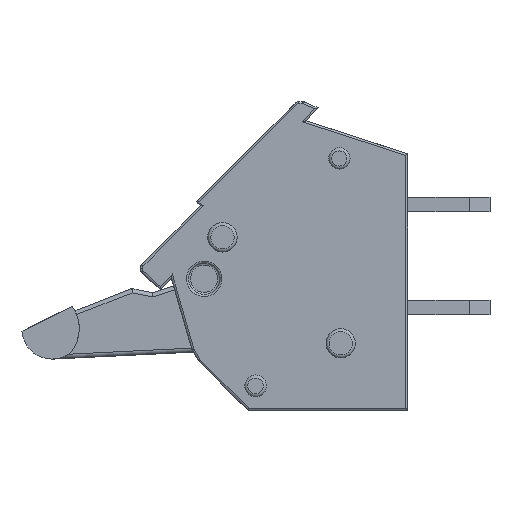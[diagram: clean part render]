
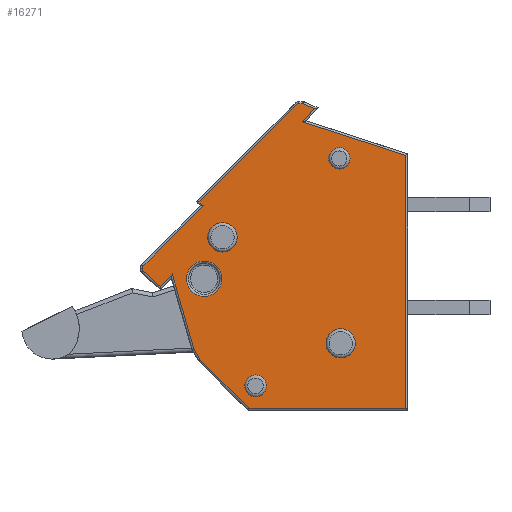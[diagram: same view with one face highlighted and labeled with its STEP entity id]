
A CAD part, left-side view. The second image highlights one B-rep face of the part: STEP entity #16271.
In plain terms, the highlighted planar face has unit normal (-1, 0, 0).
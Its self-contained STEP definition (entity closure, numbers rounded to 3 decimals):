
#103=FACE_BOUND('',#2604,.T.);
#104=FACE_BOUND('',#2605,.T.);
#105=FACE_BOUND('',#2606,.T.);
#106=FACE_BOUND('',#2607,.T.);
#107=FACE_BOUND('',#2608,.T.);
#1632=FACE_OUTER_BOUND('',#2603,.T.);
#2603=EDGE_LOOP('',(#14499,#14500,#14501,#14502,#14503,#14504,#14505,#14506,
#14507,#14508,#14509,#14510,#14511,#14512,#14513,#14514,#14515,#14516,#14517));
#2604=EDGE_LOOP('',(#14518));
#2605=EDGE_LOOP('',(#14519));
#2606=EDGE_LOOP('',(#14520));
#2607=EDGE_LOOP('',(#14521));
#2608=EDGE_LOOP('',(#14522));
#4330=LINE('',#27197,#6062);
#4331=LINE('',#27201,#6063);
#4332=LINE('',#27205,#6064);
#4333=LINE('',#27207,#6065);
#4334=LINE('',#27209,#6066);
#4335=LINE('',#27213,#6067);
#4336=LINE('',#27217,#6068);
#4337=LINE('',#27219,#6069);
#4338=LINE('',#27221,#6070);
#4339=LINE('',#27223,#6071);
#4340=LINE('',#27225,#6072);
#4341=LINE('',#27227,#6073);
#4342=LINE('',#27229,#6074);
#4343=LINE('',#27231,#6075);
#4344=LINE('',#27232,#6076);
#6062=VECTOR('',#22298,10.);
#6063=VECTOR('',#22301,10.);
#6064=VECTOR('',#22304,10.);
#6065=VECTOR('',#22305,10.);
#6066=VECTOR('',#22306,10.);
#6067=VECTOR('',#22309,10.);
#6068=VECTOR('',#22312,10.);
#6069=VECTOR('',#22313,10.);
#6070=VECTOR('',#22314,10.);
#6071=VECTOR('',#22315,10.);
#6072=VECTOR('',#22316,10.);
#6073=VECTOR('',#22317,10.);
#6074=VECTOR('',#22318,10.);
#6075=VECTOR('',#22319,10.);
#6076=VECTOR('',#22320,10.);
#6399=CIRCLE('',#17755,0.861);
#6403=CIRCLE('',#17761,0.15);
#6404=CIRCLE('',#17762,0.15);
#6405=CIRCLE('',#17763,0.15);
#6406=CIRCLE('',#17764,0.15);
#6407=CIRCLE('',#17765,0.715);
#6408=CIRCLE('',#17766,0.531);
#6409=CIRCLE('',#17767,0.518);
#6410=CIRCLE('',#17768,0.71);
#7791=VERTEX_POINT('',#27185);
#7794=VERTEX_POINT('',#27195);
#7795=VERTEX_POINT('',#27196);
#7796=VERTEX_POINT('',#27198);
#7797=VERTEX_POINT('',#27200);
#7798=VERTEX_POINT('',#27202);
#7799=VERTEX_POINT('',#27204);
#7800=VERTEX_POINT('',#27206);
#7801=VERTEX_POINT('',#27208);
#7802=VERTEX_POINT('',#27210);
#7803=VERTEX_POINT('',#27212);
#7804=VERTEX_POINT('',#27214);
#7805=VERTEX_POINT('',#27216);
#7806=VERTEX_POINT('',#27218);
#7807=VERTEX_POINT('',#27220);
#7808=VERTEX_POINT('',#27222);
#7809=VERTEX_POINT('',#27224);
#7810=VERTEX_POINT('',#27226);
#7811=VERTEX_POINT('',#27228);
#7812=VERTEX_POINT('',#27230);
#7813=VERTEX_POINT('',#27233);
#7814=VERTEX_POINT('',#27235);
#7815=VERTEX_POINT('',#27237);
#7816=VERTEX_POINT('',#27239);
#10035=EDGE_CURVE('',#7791,#7791,#6399,.T.);
#10040=EDGE_CURVE('',#7794,#7795,#4330,.T.);
#10041=EDGE_CURVE('',#7796,#7794,#6403,.T.);
#10042=EDGE_CURVE('',#7797,#7796,#4331,.T.);
#10043=EDGE_CURVE('',#7798,#7797,#6404,.T.);
#10044=EDGE_CURVE('',#7799,#7798,#4332,.T.);
#10045=EDGE_CURVE('',#7800,#7799,#4333,.T.);
#10046=EDGE_CURVE('',#7801,#7800,#4334,.T.);
#10047=EDGE_CURVE('',#7802,#7801,#6405,.T.);
#10048=EDGE_CURVE('',#7803,#7802,#4335,.T.);
#10049=EDGE_CURVE('',#7804,#7803,#6406,.T.);
#10050=EDGE_CURVE('',#7805,#7804,#4336,.T.);
#10051=EDGE_CURVE('',#7806,#7805,#4337,.T.);
#10052=EDGE_CURVE('',#7807,#7806,#4338,.T.);
#10053=EDGE_CURVE('',#7808,#7807,#4339,.T.);
#10054=EDGE_CURVE('',#7809,#7808,#4340,.T.);
#10055=EDGE_CURVE('',#7810,#7809,#4341,.T.);
#10056=EDGE_CURVE('',#7811,#7810,#4342,.T.);
#10057=EDGE_CURVE('',#7812,#7811,#4343,.T.);
#10058=EDGE_CURVE('',#7795,#7812,#4344,.T.);
#10059=EDGE_CURVE('',#7813,#7813,#6407,.T.);
#10060=EDGE_CURVE('',#7814,#7814,#6408,.T.);
#10061=EDGE_CURVE('',#7815,#7815,#6409,.T.);
#10062=EDGE_CURVE('',#7816,#7816,#6410,.T.);
#14499=ORIENTED_EDGE('',*,*,#10040,.F.);
#14500=ORIENTED_EDGE('',*,*,#10041,.F.);
#14501=ORIENTED_EDGE('',*,*,#10042,.F.);
#14502=ORIENTED_EDGE('',*,*,#10043,.F.);
#14503=ORIENTED_EDGE('',*,*,#10044,.F.);
#14504=ORIENTED_EDGE('',*,*,#10045,.F.);
#14505=ORIENTED_EDGE('',*,*,#10046,.F.);
#14506=ORIENTED_EDGE('',*,*,#10047,.F.);
#14507=ORIENTED_EDGE('',*,*,#10048,.F.);
#14508=ORIENTED_EDGE('',*,*,#10049,.F.);
#14509=ORIENTED_EDGE('',*,*,#10050,.F.);
#14510=ORIENTED_EDGE('',*,*,#10051,.F.);
#14511=ORIENTED_EDGE('',*,*,#10052,.F.);
#14512=ORIENTED_EDGE('',*,*,#10053,.F.);
#14513=ORIENTED_EDGE('',*,*,#10054,.F.);
#14514=ORIENTED_EDGE('',*,*,#10055,.F.);
#14515=ORIENTED_EDGE('',*,*,#10056,.F.);
#14516=ORIENTED_EDGE('',*,*,#10057,.F.);
#14517=ORIENTED_EDGE('',*,*,#10058,.F.);
#14518=ORIENTED_EDGE('',*,*,#10059,.T.);
#14519=ORIENTED_EDGE('',*,*,#10060,.T.);
#14520=ORIENTED_EDGE('',*,*,#10061,.T.);
#14521=ORIENTED_EDGE('',*,*,#10062,.T.);
#14522=ORIENTED_EDGE('',*,*,#10035,.F.);
#15363=PLANE('',#17760);
#16271=ADVANCED_FACE('',(#1632,#103,#104,#105,#106,#107),#15363,.T.);
#17755=AXIS2_PLACEMENT_3D('',#27186,#22285,#22286);
#17760=AXIS2_PLACEMENT_3D('',#27194,#22296,#22297);
#17761=AXIS2_PLACEMENT_3D('',#27199,#22299,#22300);
#17762=AXIS2_PLACEMENT_3D('',#27203,#22302,#22303);
#17763=AXIS2_PLACEMENT_3D('',#27211,#22307,#22308);
#17764=AXIS2_PLACEMENT_3D('',#27215,#22310,#22311);
#17765=AXIS2_PLACEMENT_3D('',#27234,#22321,#22322);
#17766=AXIS2_PLACEMENT_3D('',#27236,#22323,#22324);
#17767=AXIS2_PLACEMENT_3D('',#27238,#22325,#22326);
#17768=AXIS2_PLACEMENT_3D('',#27240,#22327,#22328);
#22285=DIRECTION('center_axis',(-1.,0.,0.));
#22286=DIRECTION('ref_axis',(0.,0.,-1.));
#22296=DIRECTION('center_axis',(-1.,0.,0.));
#22297=DIRECTION('ref_axis',(0.,0.,1.));
#22298=DIRECTION('',(0.,-0.924,-0.383));
#22299=DIRECTION('center_axis',(1.,0.,0.));
#22300=DIRECTION('ref_axis',(0.,-0.195,0.981));
#22301=DIRECTION('',(0.,-1.,0.));
#22302=DIRECTION('center_axis',(1.,0.,0.));
#22303=DIRECTION('ref_axis',(0.,0.383,0.924));
#22304=DIRECTION('',(0.,-0.706,0.708));
#22305=DIRECTION('',(0.,0.708,0.706));
#22306=DIRECTION('',(0.,-0.706,0.708));
#22307=DIRECTION('center_axis',(1.,0.,0.));
#22308=DIRECTION('ref_axis',(0.,0.924,0.382));
#22309=DIRECTION('',(0.,0.,1.));
#22310=DIRECTION('center_axis',(1.,0.,0.));
#22311=DIRECTION('ref_axis',(0.,0.915,-0.403));
#22312=DIRECTION('',(0.,0.737,0.676));
#22313=DIRECTION('',(0.,0.676,-0.737));
#22314=DIRECTION('',(0.,0.278,0.96));
#22315=DIRECTION('',(0.,0.504,0.864));
#22316=DIRECTION('',(0.,0.708,0.706));
#22317=DIRECTION('',(0.,1.,0.));
#22318=DIRECTION('',(0.,0.,-1.));
#22319=DIRECTION('',(0.,-0.951,-0.309));
#22320=DIRECTION('',(0.,0.676,-0.737));
#22321=DIRECTION('center_axis',(1.,0.,0.));
#22322=DIRECTION('ref_axis',(0.,0.,-1.));
#22323=DIRECTION('center_axis',(1.,0.,0.));
#22324=DIRECTION('ref_axis',(0.,0.,-1.));
#22325=DIRECTION('center_axis',(1.,0.,0.));
#22326=DIRECTION('ref_axis',(0.,0.,-1.));
#22327=DIRECTION('center_axis',(1.,0.,0.));
#22328=DIRECTION('ref_axis',(0.,0.,-1.));
#27185=CARTESIAN_POINT('',(-3.45,9.882,-0.244));
#27186=CARTESIAN_POINT('Origin',(-3.45,9.882,-1.105));
#27194=CARTESIAN_POINT('Origin',(-3.45,0.252,-1.222));
#27195=CARTESIAN_POINT('',(-3.45,5.062,7.389));
#27196=CARTESIAN_POINT('',(-3.45,4.514,7.161));
#27197=CARTESIAN_POINT('',(-3.45,1.146,5.763));
#27198=CARTESIAN_POINT('',(-3.45,5.119,7.4));
#27199=CARTESIAN_POINT('Origin',(-3.45,5.119,7.25));
#27200=CARTESIAN_POINT('',(-3.45,5.289,7.4));
#27201=CARTESIAN_POINT('',(-3.45,2.686,7.4));
#27202=CARTESIAN_POINT('',(-3.45,5.396,7.356));
#27203=CARTESIAN_POINT('Origin',(-3.45,5.289,7.25));
#27204=CARTESIAN_POINT('',(-3.45,10.113,2.627));
#27205=CARTESIAN_POINT('',(-3.45,6.257,6.492));
#27206=CARTESIAN_POINT('',(-3.45,9.93,2.444));
#27207=CARTESIAN_POINT('',(-3.45,6.715,-0.763));
#27208=CARTESIAN_POINT('',(-3.45,12.856,-0.489));
#27209=CARTESIAN_POINT('',(-3.45,8.468,3.91));
#27210=CARTESIAN_POINT('',(-3.45,12.9,-0.595));
#27211=CARTESIAN_POINT('Origin',(-3.45,12.75,-0.595));
#27212=CARTESIAN_POINT('',(-3.45,12.9,-0.623));
#27213=CARTESIAN_POINT('',(-3.45,12.9,-0.908));
#27214=CARTESIAN_POINT('',(-3.45,12.851,-0.733));
#27215=CARTESIAN_POINT('Origin',(-3.45,12.75,-0.623));
#27216=CARTESIAN_POINT('',(-3.45,12.013,-1.502));
#27217=CARTESIAN_POINT('',(-3.45,9.306,-3.983));
#27218=CARTESIAN_POINT('',(-3.45,11.436,-0.872));
#27219=CARTESIAN_POINT('',(-3.45,9.292,1.467));
#27220=CARTESIAN_POINT('',(-3.45,10.375,-4.532));
#27221=CARTESIAN_POINT('',(-3.45,10.931,-2.614));
#27222=CARTESIAN_POINT('',(-3.45,10.088,-5.023));
#27223=CARTESIAN_POINT('',(-3.45,9.812,-5.495));
#27224=CARTESIAN_POINT('',(-3.45,7.705,-7.4));
#27225=CARTESIAN_POINT('',(-3.45,8.578,-6.53));
#27226=CARTESIAN_POINT('',(-3.45,0.1,-7.4));
#27227=CARTESIAN_POINT('',(-3.45,0.376,-7.4));
#27228=CARTESIAN_POINT('',(-3.45,0.1,4.89));
#27229=CARTESIAN_POINT('',(-3.45,0.1,-4.361));
#27230=CARTESIAN_POINT('',(-3.45,5.104,6.518));
#27231=CARTESIAN_POINT('',(-3.45,-0.765,4.608));
#27232=CARTESIAN_POINT('',(-3.45,5.871,5.681));
#27233=CARTESIAN_POINT('',(-3.45,8.994,1.625));
#27234=CARTESIAN_POINT('Origin',(-3.45,8.994,0.909));
#27235=CARTESIAN_POINT('',(-3.45,7.388,-5.78));
#27236=CARTESIAN_POINT('Origin',(-3.45,7.388,-6.311));
#27237=CARTESIAN_POINT('',(-3.45,3.316,5.256));
#27238=CARTESIAN_POINT('Origin',(-3.45,3.316,4.738));
#27239=CARTESIAN_POINT('',(-3.45,3.252,-3.532));
#27240=CARTESIAN_POINT('Origin',(-3.45,3.252,-4.242));
